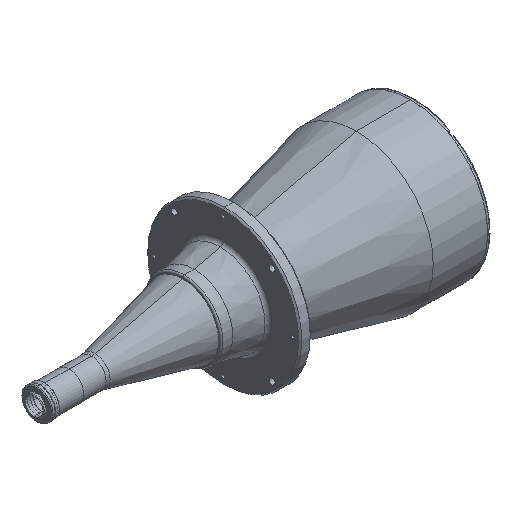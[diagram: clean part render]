
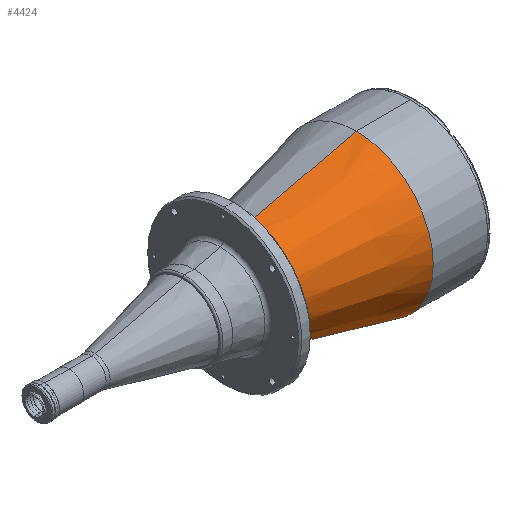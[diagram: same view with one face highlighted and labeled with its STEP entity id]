
A CAD part, isometric view. The second image highlights one B-rep face of the part: STEP entity #4424.
In plain terms, the highlighted conical face has half-angle 13.358 degrees and reference radius 50 mm.
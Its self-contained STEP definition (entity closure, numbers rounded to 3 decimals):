
#350 = DIRECTION ( 'NONE',  ( 1., 0., 0. ) ) ;
#392 = DIRECTION ( 'NONE',  ( 0., 0., 1. ) ) ;
#528 = ORIENTED_EDGE ( 'NONE', *, *, #4426, .F. ) ;
#652 = LINE ( 'NONE', #2821, #6350 ) ;
#1488 = DIRECTION ( 'NONE',  ( 0., 0., -1. ) ) ;
#1532 = AXIS2_PLACEMENT_3D ( 'NONE', #2478, #6336, #3034 ) ;
#1748 = VERTEX_POINT ( 'NONE', #3084 ) ;
#2241 = DIRECTION ( 'NONE',  ( 0.973, 0., -0.231 ) ) ;
#2401 = CARTESIAN_POINT ( 'NONE',  ( 281.102, 0., 63.995 ) ) ;
#2478 = CARTESIAN_POINT ( 'NONE',  ( 432.726, 0., 0. ) ) ;
#2634 = LINE ( 'NONE', #4986, #5225 ) ;
#2693 = VERTEX_POINT ( 'NONE', #4245 ) ;
#2799 = FACE_OUTER_BOUND ( 'NONE', #4634, .T. ) ;
#2821 = CARTESIAN_POINT ( 'NONE',  ( 222.168, 0., 50. ) ) ;
#2948 = CARTESIAN_POINT ( 'NONE',  ( 432.726, 0., 100. ) ) ;
#3034 = DIRECTION ( 'NONE',  ( 0., 0., 1. ) ) ;
#3072 = EDGE_CURVE ( 'NONE', #1748, #6004, #3948, .T. ) ;
#3084 = CARTESIAN_POINT ( 'NONE',  ( 432.726, 0., -100. ) ) ;
#3593 = CONICAL_SURFACE ( 'NONE', #4456, 50., 0.233 ) ;
#3696 = DIRECTION ( 'NONE',  ( -1., 0., 0. ) ) ;
#3948 = CIRCLE ( 'NONE', #1532, 100. ) ;
#4224 = ORIENTED_EDGE ( 'NONE', *, *, #5295, .F. ) ;
#4245 = CARTESIAN_POINT ( 'NONE',  ( 281.102, 0., -63.995 ) ) ;
#4312 = VERTEX_POINT ( 'NONE', #2401 ) ;
#4424 = ADVANCED_FACE ( 'NONE', ( #2799 ), #3593, .T. ) ;
#4426 = EDGE_CURVE ( 'NONE', #2693, #4312, #5039, .T. ) ;
#4456 = AXIS2_PLACEMENT_3D ( 'NONE', #4776, #350, #1488 ) ;
#4634 = EDGE_LOOP ( 'NONE', ( #4224, #528, #5696, #5883 ) ) ;
#4776 = CARTESIAN_POINT ( 'NONE',  ( 222.168, 0., 0. ) ) ;
#4818 = AXIS2_PLACEMENT_3D ( 'NONE', #7023, #3696, #392 ) ;
#4986 = CARTESIAN_POINT ( 'NONE',  ( 222.168, 0., -50. ) ) ;
#5039 = CIRCLE ( 'NONE', #4818, 63.995 ) ;
#5202 = EDGE_CURVE ( 'NONE', #2693, #1748, #2634, .T. ) ;
#5225 = VECTOR ( 'NONE', #2241, 1000. ) ;
#5295 = EDGE_CURVE ( 'NONE', #4312, #6004, #652, .T. ) ;
#5696 = ORIENTED_EDGE ( 'NONE', *, *, #5202, .T. ) ;
#5883 = ORIENTED_EDGE ( 'NONE', *, *, #3072, .T. ) ;
#6004 = VERTEX_POINT ( 'NONE', #2948 ) ;
#6156 = DIRECTION ( 'NONE',  ( 0.973, 0., 0.231 ) ) ;
#6336 = DIRECTION ( 'NONE',  ( -1., 0., 0. ) ) ;
#6350 = VECTOR ( 'NONE', #6156, 1000. ) ;
#7023 = CARTESIAN_POINT ( 'NONE',  ( 281.102, 0., 0. ) ) ;
